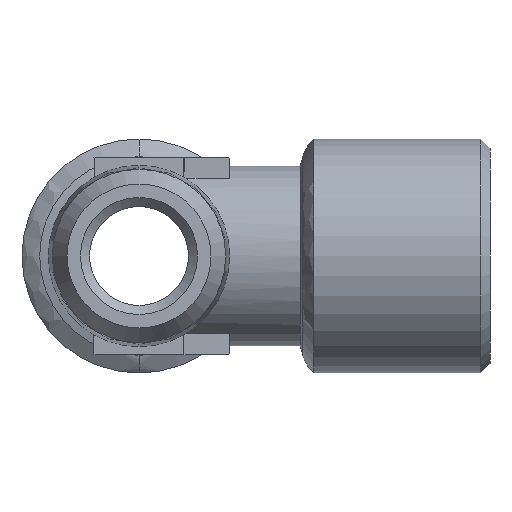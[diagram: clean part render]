
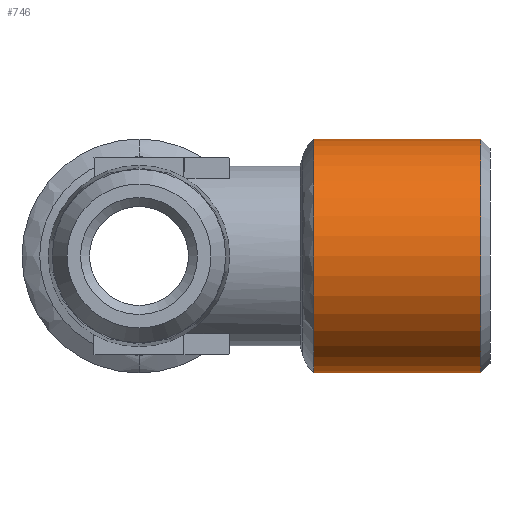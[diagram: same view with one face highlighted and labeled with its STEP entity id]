
A CAD part, left-side view. The second image highlights one B-rep face of the part: STEP entity #746.
In plain terms, the highlighted cylindrical face has radius 6.5 mm (diameter 13 mm), a full revolution.
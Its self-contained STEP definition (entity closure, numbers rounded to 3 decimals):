
#21 = AXIS2_PLACEMENT_3D ( 'NONE', #961, #959, #958 ) ;
#22 = AXIS2_PLACEMENT_3D ( 'NONE', #965, #964, #963 ) ;
#30 = AXIS2_PLACEMENT_3D ( 'NONE', #1000, #1048, #1047 ) ;
#36 = EDGE_CURVE ( 'NONE', #230, #230, #451, .T. ) ;
#42 = EDGE_CURVE ( 'NONE', #502, #503, #447, .T. ) ;
#43 = EDGE_CURVE ( 'NONE', #503, #502, #446, .T. ) ;
#195 = AXIS2_PLACEMENT_3D ( 'NONE', #990, #988, #984 ) ;
#230 = VERTEX_POINT ( 'NONE', #815 ) ;
#270 = CYLINDRICAL_SURFACE ( 'NONE', #195, 6.5 ) ;
#276 = FACE_OUTER_BOUND ( 'NONE', #582, .T. ) ;
#280 = FACE_OUTER_BOUND ( 'NONE', #574, .T. ) ;
#446 = CIRCLE ( 'NONE', #21, 6.5 ) ;
#447 = CIRCLE ( 'NONE', #22, 6.5 ) ;
#451 = CIRCLE ( 'NONE', #30, 6.5 ) ;
#502 = VERTEX_POINT ( 'NONE', #999 ) ;
#503 = VERTEX_POINT ( 'NONE', #994 ) ;
#574 = EDGE_LOOP ( 'NONE', ( #598 ) ) ;
#582 = EDGE_LOOP ( 'NONE', ( #601, #602 ) ) ;
#598 = ORIENTED_EDGE ( 'NONE', *, *, #36, .F. ) ;
#601 = ORIENTED_EDGE ( 'NONE', *, *, #42, .F. ) ;
#602 = ORIENTED_EDGE ( 'NONE', *, *, #43, .F. ) ;
#746 = ADVANCED_FACE ( 'NONE', ( #280, #276 ), #270, .T. ) ;
#815 = CARTESIAN_POINT ( 'NONE',  ( 0., 2., 6.5 ) ) ;
#958 = DIRECTION ( 'NONE',  ( -1., 0., 0. ) ) ;
#959 = DIRECTION ( 'NONE',  ( 0., 1., 0. ) ) ;
#961 = CARTESIAN_POINT ( 'NONE',  ( 0., 11.288, 0. ) ) ;
#963 = DIRECTION ( 'NONE',  ( -1., 0., 0. ) ) ;
#964 = DIRECTION ( 'NONE',  ( 0., 1., 0. ) ) ;
#965 = CARTESIAN_POINT ( 'NONE',  ( 0., 11.288, 0. ) ) ;
#984 = DIRECTION ( 'NONE',  ( 0., 0., 1. ) ) ;
#988 = DIRECTION ( 'NONE',  ( 0., 1., 0. ) ) ;
#990 = CARTESIAN_POINT ( 'NONE',  ( 0., 2., 0. ) ) ;
#994 = CARTESIAN_POINT ( 'NONE',  ( 0., 11.288, -6.5 ) ) ;
#999 = CARTESIAN_POINT ( 'NONE',  ( 0., 11.288, 6.5 ) ) ;
#1000 = CARTESIAN_POINT ( 'NONE',  ( 0., 2., 0. ) ) ;
#1047 = DIRECTION ( 'NONE',  ( 0., 0., 1. ) ) ;
#1048 = DIRECTION ( 'NONE',  ( 0., -1., 0. ) ) ;
